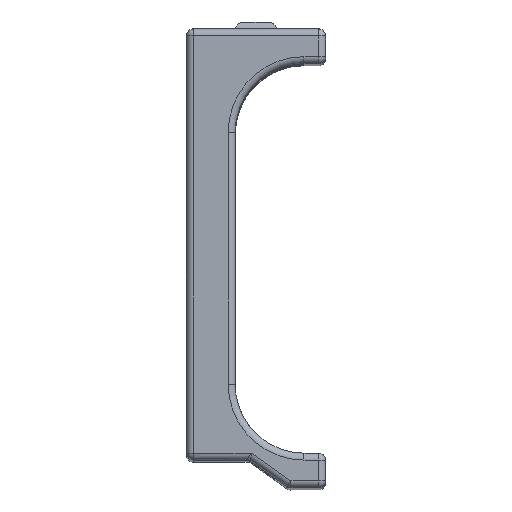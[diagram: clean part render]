
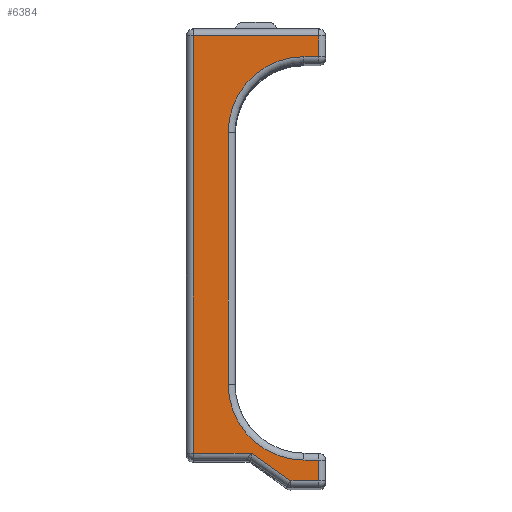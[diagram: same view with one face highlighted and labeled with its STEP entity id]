
A CAD part, top view. The second image highlights one B-rep face of the part: STEP entity #6384.
In plain terms, the highlighted planar face has unit normal (0, 0, 1).
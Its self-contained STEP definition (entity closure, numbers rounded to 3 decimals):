
#206=PLANE('',#7024);
#409=FACE_OUTER_BOUND('',#767,.T.);
#767=EDGE_LOOP('',(#5012,#5013,#5014,#5015,#5016,#5017,#5018,#5019,#5020,
#5021,#5022,#5023));
#1300=LINE('',#10292,#1886);
#1302=LINE('',#10299,#1888);
#1321=LINE('',#10399,#1907);
#1322=LINE('',#10402,#1908);
#1343=LINE('',#10492,#1929);
#1373=LINE('',#10972,#1959);
#1374=LINE('',#10974,#1960);
#1375=LINE('',#10978,#1961);
#1376=LINE('',#10981,#1962);
#1377=LINE('',#10982,#1963);
#1886=VECTOR('',#8090,10.);
#1888=VECTOR('',#8098,10.);
#1907=VECTOR('',#8179,10.);
#1908=VECTOR('',#8184,10.);
#1929=VECTOR('',#8295,10.);
#1959=VECTOR('',#8439,10.);
#1960=VECTOR('',#8440,10.);
#1961=VECTOR('',#8443,10.);
#1962=VECTOR('',#8446,10.);
#1963=VECTOR('',#8447,10.);
#2457=CIRCLE('',#7025,10.9);
#2458=CIRCLE('',#7026,10.9);
#2922=VERTEX_POINT('',#10259);
#2934=VERTEX_POINT('',#10291);
#2936=VERTEX_POINT('',#10297);
#2942=VERTEX_POINT('',#10343);
#2946=VERTEX_POINT('',#10362);
#2960=VERTEX_POINT('',#10398);
#2969=VERTEX_POINT('',#10434);
#2977=VERTEX_POINT('',#10459);
#3061=VERTEX_POINT('',#10973);
#3062=VERTEX_POINT('',#10975);
#3063=VERTEX_POINT('',#10977);
#3064=VERTEX_POINT('',#10979);
#3625=EDGE_CURVE('',#2922,#2934,#1300,.T.);
#3629=EDGE_CURVE('',#2936,#2922,#1302,.T.);
#3668=EDGE_CURVE('',#2946,#2960,#1321,.T.);
#3670=EDGE_CURVE('',#2942,#2946,#1322,.T.);
#3715=EDGE_CURVE('',#2977,#2936,#1343,.T.);
#3822=EDGE_CURVE('',#2934,#2942,#1373,.T.);
#3823=EDGE_CURVE('',#3061,#2977,#1374,.T.);
#3824=EDGE_CURVE('',#3062,#3061,#2457,.T.);
#3825=EDGE_CURVE('',#3063,#3062,#1375,.T.);
#3826=EDGE_CURVE('',#3064,#3063,#2458,.T.);
#3827=EDGE_CURVE('',#2969,#3064,#1376,.T.);
#3828=EDGE_CURVE('',#2960,#2969,#1377,.T.);
#5012=ORIENTED_EDGE('',*,*,#3670,.F.);
#5013=ORIENTED_EDGE('',*,*,#3822,.F.);
#5014=ORIENTED_EDGE('',*,*,#3625,.F.);
#5015=ORIENTED_EDGE('',*,*,#3629,.F.);
#5016=ORIENTED_EDGE('',*,*,#3715,.F.);
#5017=ORIENTED_EDGE('',*,*,#3823,.F.);
#5018=ORIENTED_EDGE('',*,*,#3824,.F.);
#5019=ORIENTED_EDGE('',*,*,#3825,.F.);
#5020=ORIENTED_EDGE('',*,*,#3826,.F.);
#5021=ORIENTED_EDGE('',*,*,#3827,.F.);
#5022=ORIENTED_EDGE('',*,*,#3828,.F.);
#5023=ORIENTED_EDGE('',*,*,#3668,.F.);
#6384=ADVANCED_FACE('',(#409),#206,.F.);
#7024=AXIS2_PLACEMENT_3D('',#10971,#8437,#8438);
#7025=AXIS2_PLACEMENT_3D('',#10976,#8441,#8442);
#7026=AXIS2_PLACEMENT_3D('',#10980,#8444,#8445);
#8090=DIRECTION('',(-0.819,0.574,0.));
#8098=DIRECTION('',(-1.,0.,0.));
#8179=DIRECTION('',(1.,0.,0.));
#8184=DIRECTION('',(0.,1.,0.));
#8295=DIRECTION('',(0.,-1.,0.));
#8437=DIRECTION('center_axis',(0.,0.,
-1.));
#8438=DIRECTION('ref_axis',(0.,-1.,0.));
#8439=DIRECTION('',(-1.,0.,0.));
#8440=DIRECTION('',(1.,0.,0.));
#8441=DIRECTION('center_axis',(0.,0.,
1.));
#8442=DIRECTION('ref_axis',(-0.707,-0.707,0.));
#8443=DIRECTION('',(0.,-1.,0.));
#8444=DIRECTION('center_axis',(0.,0.,
1.));
#8445=DIRECTION('ref_axis',(-0.707,0.707,0.));
#8446=DIRECTION('',(-1.,0.,0.));
#8447=DIRECTION('',(0.,-1.,0.));
#10259=CARTESIAN_POINT('',(63.628,-41.,-30.597));
#10291=CARTESIAN_POINT('',(57.916,-37.,-30.597));
#10292=CARTESIAN_POINT('',(50.155,-31.566,-30.597));
#10297=CARTESIAN_POINT('',(67.6,-41.,-30.597));
#10299=CARTESIAN_POINT('',(68.6,-41.,-30.597));
#10343=CARTESIAN_POINT('',(49.6,-37.,-30.597));
#10362=CARTESIAN_POINT('',(49.6,23.,-30.597));
#10398=CARTESIAN_POINT('',(67.6,23.,-30.597));
#10399=CARTESIAN_POINT('',(63.7,23.,-30.597));
#10402=CARTESIAN_POINT('',(49.6,7.5,-30.597));
#10434=CARTESIAN_POINT('',(67.6,20.,-30.597));
#10459=CARTESIAN_POINT('',(67.6,-38.,-30.597));
#10492=CARTESIAN_POINT('',(67.6,7.5,-30.597));
#10971=CARTESIAN_POINT('Origin',(68.6,24.,-30.597));
#10972=CARTESIAN_POINT('',(63.1,-37.,-30.597));
#10973=CARTESIAN_POINT('',(65.5,-38.,-30.597));
#10974=CARTESIAN_POINT('',(68.6,-38.,-30.597));
#10975=CARTESIAN_POINT('',(54.6,-27.1,-30.597));
#10976=CARTESIAN_POINT('Origin',(65.5,-27.1,-30.597));
#10977=CARTESIAN_POINT('',(54.6,9.1,-30.597));
#10978=CARTESIAN_POINT('',(54.6,3.877,-30.597));
#10979=CARTESIAN_POINT('',(65.5,20.,-30.597));
#10980=CARTESIAN_POINT('Origin',(65.5,9.1,-30.597));
#10981=CARTESIAN_POINT('',(70.1,20.,-30.597));
#10982=CARTESIAN_POINT('',(67.6,7.5,-30.597));
